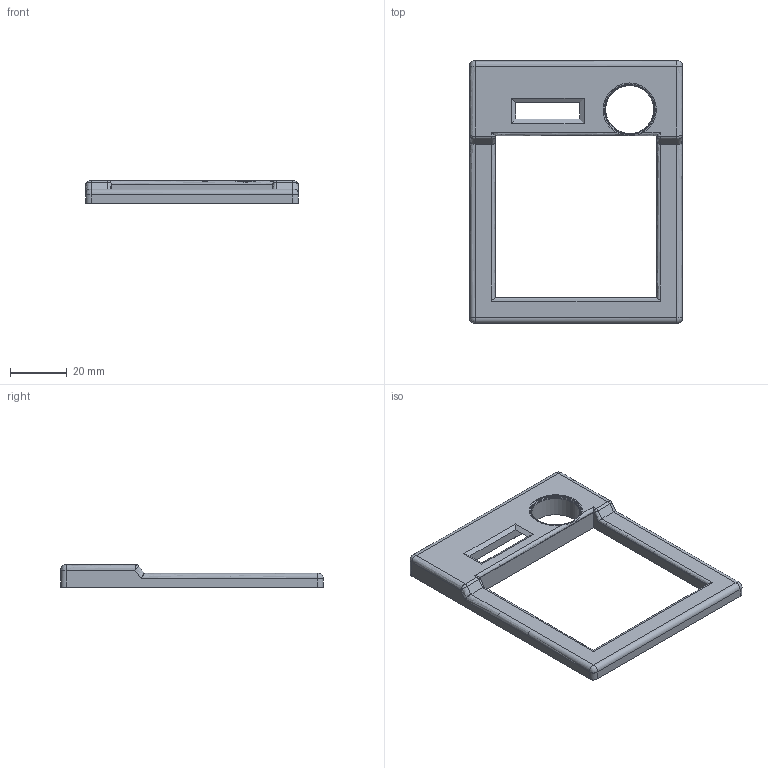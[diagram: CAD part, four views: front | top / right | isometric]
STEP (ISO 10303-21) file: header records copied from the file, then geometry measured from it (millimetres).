
FILE_DESCRIPTION(/* description */ ('Part 128'),/* implementation_level */ '2;1');
FILE_NAME(/* name */ 'Macropad case top.step',/* time_stamp */ '2026-01-15T21:47:01+11:00',/* author */ (''),/* organization */ (''),/* preprocessor_version */ 'ST-DEVELOPER v20.1',/* originating_system */ 'Autodesk Translation Framework v14.21.0.0',/* authorisation */ '');
FILE_SCHEMA (('AUTOMOTIVE_DESIGN { 1 0 10303 214 3 1 1 }'));
Length unit declared in the file: metre
Products named in the file (1): Part 128
Bounding box: 75.2 x 92.7 x 8 mm (x, y, z)
Volume: 18510.9 mm3; surface area: 10945.9 mm2
Topology: 1 solids, 1 shells, 82 faces, 191 edges, 111 vertices
Faces by surface type: plane 38, bspline 32, cylinder 7, cone 5
Full cylindrical faces by diameter (mm): 2.7 x4, 17 x1
Entity records: 6254 total; most frequent: CARTESIAN_POINT 4533, ORIENTED_EDGE 378, DIRECTION 269, EDGE_CURVE 189, LINE 125, VECTOR 125, VERTEX_POINT 111, EDGE_LOOP 90
